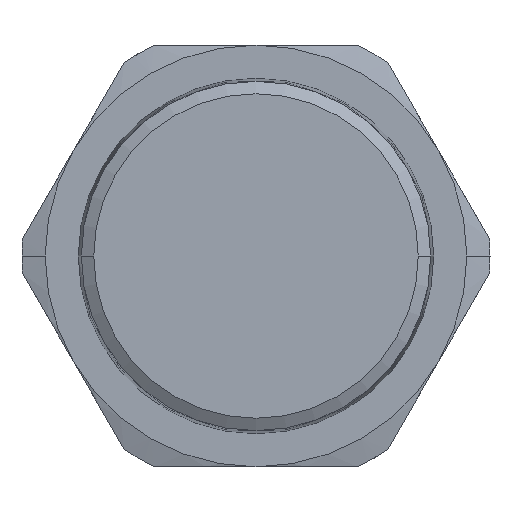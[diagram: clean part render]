
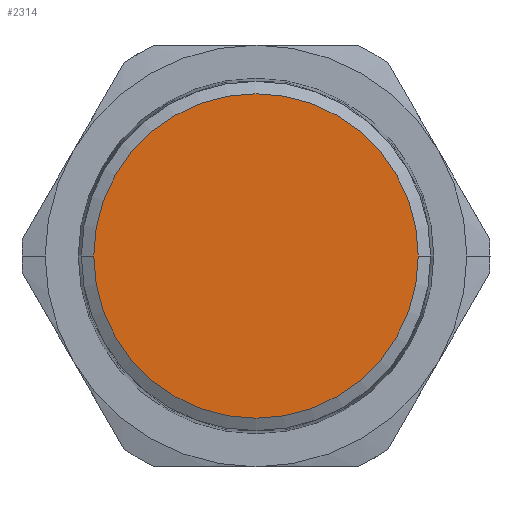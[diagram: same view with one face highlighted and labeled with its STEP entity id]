
A CAD part, front view. The second image highlights one B-rep face of the part: STEP entity #2314.
In plain terms, the highlighted planar face has unit normal (0, -1, 0).
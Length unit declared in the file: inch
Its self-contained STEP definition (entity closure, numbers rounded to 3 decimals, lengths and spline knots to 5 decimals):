
#49 = DIRECTION ( 'NONE',  ( 1., 0., 0. ) ) ;
#116 = FACE_OUTER_BOUND ( 'NONE', #429, .T. ) ;
#118 = AXIS2_PLACEMENT_3D ( 'NONE', #2292, #1111, #49 ) ;
#200 = AXIS2_PLACEMENT_3D ( 'NONE', #803, #2408, #1607 ) ;
#319 = DIRECTION ( 'NONE',  ( 1., 0., 0. ) ) ;
#333 = DIRECTION ( 'NONE',  ( 0., -1., 0. ) ) ;
#392 = AXIS2_PLACEMENT_3D ( 'NONE', #1552, #333, #319 ) ;
#429 = EDGE_LOOP ( 'NONE', ( #1344, #622 ) ) ;
#622 = ORIENTED_EDGE ( 'NONE', *, *, #1839, .T. ) ;
#650 = CARTESIAN_POINT ( 'NONE',  ( 0.75759, 0., 0. ) ) ;
#803 = CARTESIAN_POINT ( 'NONE',  ( 0.73485, 0., 0. ) ) ;
#1111 = DIRECTION ( 'NONE',  ( 0., -1., 0. ) ) ;
#1287 = CIRCLE ( 'NONE', #118, 0.75759 ) ;
#1344 = ORIENTED_EDGE ( 'NONE', *, *, #1611, .T. ) ;
#1471 = CIRCLE ( 'NONE', #392, 0.75759 ) ;
#1552 = CARTESIAN_POINT ( 'NONE',  ( 0., 0., 0. ) ) ;
#1607 = DIRECTION ( 'NONE',  ( 0., 0., -1. ) ) ;
#1611 = EDGE_CURVE ( 'NONE', #2129, #2630, #1471, .T. ) ;
#1770 = CARTESIAN_POINT ( 'NONE',  ( -0.75759, 0., 0. ) ) ;
#1839 = EDGE_CURVE ( 'NONE', #2630, #2129, #1287, .T. ) ;
#2129 = VERTEX_POINT ( 'NONE', #650 ) ;
#2292 = CARTESIAN_POINT ( 'NONE',  ( 0., 0., 0. ) ) ;
#2314 = ADVANCED_FACE ( 'NONE', ( #116 ), #2576, .T. ) ;
#2408 = DIRECTION ( 'NONE',  ( 0., -1., 0. ) ) ;
#2576 = PLANE ( 'NONE',  #200 ) ;
#2630 = VERTEX_POINT ( 'NONE', #1770 ) ;
